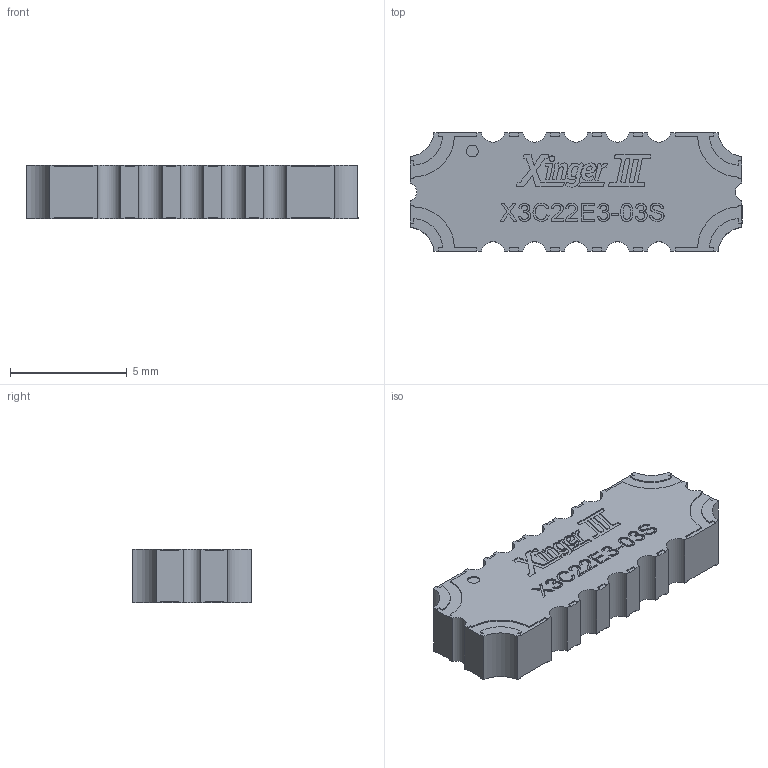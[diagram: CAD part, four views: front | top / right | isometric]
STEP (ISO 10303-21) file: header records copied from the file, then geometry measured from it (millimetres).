
FILE_DESCRIPTION (( 'STEP AP203' ), '1' );
FILE_NAME ('X3C22E3-03S.STEP', '2025-04-15T13:36:59', ( '' ), ( '' ), 'SwSTEP 2.0', 'SolidWorks 2023', '' );
FILE_SCHEMA (( 'CONFIG_CONTROL_DESIGN' ));
Length unit declared in the file: inch
Products named in the file (1): X3C22E3-03S
Bounding box: 14.22 x 5.08 x 2.29 mm (x, y, z)
Volume: 149.2 mm3; surface area: 232.2 mm2
Topology: 1 solids, 1 shells, 545 faces, 1548 edges, 1032 vertices
Faces by surface type: plane 338, cylinder 111, bspline 96
Entity records: 23047 total; most frequent: CARTESIAN_POINT 9222, ORIENTED_EDGE 3096, DIRECTION 2478, EDGE_CURVE 1548, LINE 1134, VECTOR 1134, VERTEX_POINT 1032, AXIS2_PLACEMENT_3D 672
